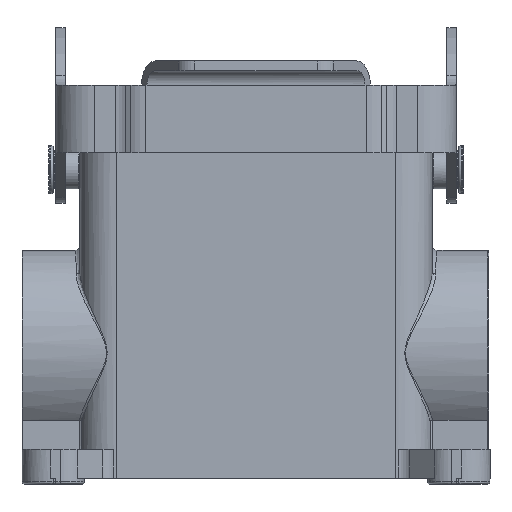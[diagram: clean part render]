
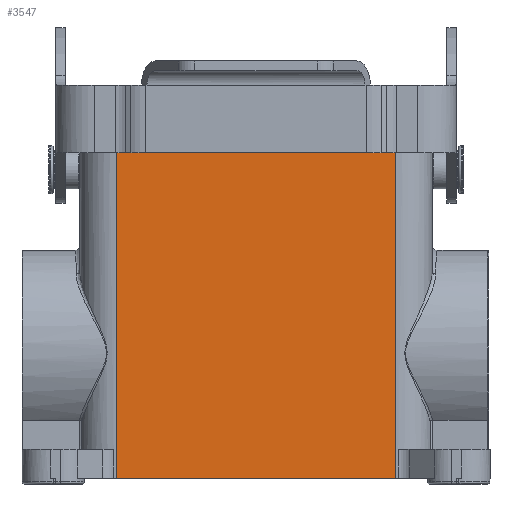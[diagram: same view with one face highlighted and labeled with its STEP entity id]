
A CAD part, front view. The second image highlights one B-rep face of the part: STEP entity #3547.
In plain terms, the highlighted planar face has unit normal (0, -1, 0).
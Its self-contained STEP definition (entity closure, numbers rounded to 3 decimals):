
#3547=ADVANCED_FACE('',(#4065),#3843,.T.);
#3843=PLANE('',#9951);
#4065=FACE_OUTER_BOUND('',#4449,.T.);
#4449=EDGE_LOOP('',(#6569,#6570,#6571,#6572,#6573,#6574,#6575,#6576,#6577));
#4726=LINE('',#12324,#5234);
#4940=LINE('',#14360,#5448);
#4962=LINE('',#14841,#5470);
#4963=LINE('',#14844,#5471);
#4964=LINE('',#14846,#5472);
#4965=LINE('',#14848,#5473);
#4966=LINE('',#14850,#5474);
#4967=LINE('',#14851,#5475);
#4968=LINE('',#14853,#5476);
#5234=VECTOR('',#10369,1.);
#5448=VECTOR('',#11133,1.);
#5470=VECTOR('',#11221,1.);
#5471=VECTOR('',#11226,1.);
#5472=VECTOR('',#11227,1.);
#5473=VECTOR('',#11228,1.);
#5474=VECTOR('',#11229,1.);
#5475=VECTOR('',#11230,1.);
#5476=VECTOR('',#11231,1.);
#6569=ORIENTED_EDGE('',*,*,#8772,.T.);
#6570=ORIENTED_EDGE('',*,*,#8774,.F.);
#6571=ORIENTED_EDGE('',*,*,#8775,.T.);
#6572=ORIENTED_EDGE('',*,*,#8776,.F.);
#6573=ORIENTED_EDGE('',*,*,#8777,.F.);
#6574=ORIENTED_EDGE('',*,*,#8313,.T.);
#6575=ORIENTED_EDGE('',*,*,#8778,.T.);
#6576=ORIENTED_EDGE('',*,*,#8779,.T.);
#6577=ORIENTED_EDGE('',*,*,#8719,.T.);
#7666=VERTEX_POINT('',#12311);
#7672=VERTEX_POINT('',#12323);
#7949=VERTEX_POINT('',#14359);
#7950=VERTEX_POINT('',#14361);
#7991=VERTEX_POINT('',#14840);
#7992=VERTEX_POINT('',#14845);
#7993=VERTEX_POINT('',#14847);
#7994=VERTEX_POINT('',#14849);
#7995=VERTEX_POINT('',#14852);
#8313=EDGE_CURVE('',#7666,#7672,#4726,.T.);
#8719=EDGE_CURVE('',#7950,#7949,#4940,.T.);
#8772=EDGE_CURVE('',#7949,#7991,#4962,.T.);
#8774=EDGE_CURVE('',#7992,#7991,#4963,.T.);
#8775=EDGE_CURVE('',#7992,#7993,#4964,.T.);
#8776=EDGE_CURVE('',#7994,#7993,#4965,.T.);
#8777=EDGE_CURVE('',#7666,#7994,#4966,.T.);
#8778=EDGE_CURVE('',#7672,#7995,#4967,.T.);
#8779=EDGE_CURVE('',#7995,#7950,#4968,.T.);
#9951=AXIS2_PLACEMENT_3D('',#14854,#11232,#11233);
#10369=DIRECTION('',(-1.,0.,0.));
#11133=DIRECTION('',(0.,0.,1.));
#11221=DIRECTION('',(-1.,0.,0.));
#11226=DIRECTION('',(0.,0.,-1.));
#11227=DIRECTION('',(-1.,0.,0.));
#11228=DIRECTION('',(1.,0.,0.));
#11229=DIRECTION('',(0.,0.,1.));
#11230=DIRECTION('',(0.,0.,-1.));
#11231=DIRECTION('',(1.,0.,0.));
#11232=DIRECTION('',(0.,-1.,0.));
#11233=DIRECTION('',(0.,0.,1.));
#12311=CARTESIAN_POINT('',(-28.8,-21.5,74.));
#12323=CARTESIAN_POINT('',(-29.,-21.5,74.));
#12324=CARTESIAN_POINT('',(29.,-21.5,74.));
#14359=CARTESIAN_POINT('',(29.,-21.5,74.));
#14360=CARTESIAN_POINT('',(29.,-21.5,6.));
#14361=CARTESIAN_POINT('',(29.,-21.5,6.));
#14840=CARTESIAN_POINT('',(28.8,-21.5,74.));
#14841=CARTESIAN_POINT('',(29.,-21.5,74.));
#14844=CARTESIAN_POINT('',(28.8,-21.5,77.6));
#14845=CARTESIAN_POINT('',(28.8,-21.5,77.6));
#14846=CARTESIAN_POINT('',(28.8,-21.5,77.6));
#14847=CARTESIAN_POINT('',(0.,-21.5,77.6));
#14848=CARTESIAN_POINT('',(-28.8,-21.5,77.6));
#14849=CARTESIAN_POINT('',(-28.8,-21.5,77.6));
#14850=CARTESIAN_POINT('',(-28.8,-21.5,74.));
#14851=CARTESIAN_POINT('',(-29.,-21.5,74.));
#14852=CARTESIAN_POINT('',(-29.,-21.5,6.));
#14853=CARTESIAN_POINT('',(-29.,-21.5,6.));
#14854=CARTESIAN_POINT('',(30.1,-21.5,4.15));
